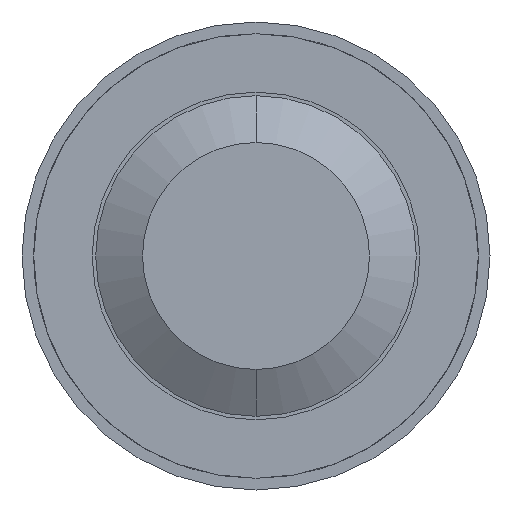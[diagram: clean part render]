
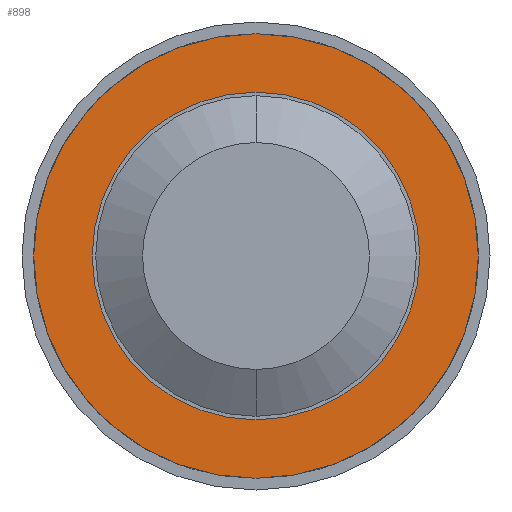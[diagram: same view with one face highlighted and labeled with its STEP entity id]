
A CAD part, front view. The second image highlights one B-rep face of the part: STEP entity #898.
In plain terms, the highlighted planar face has unit normal (0, -1, 0).
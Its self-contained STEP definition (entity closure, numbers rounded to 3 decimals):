
#25 = DIRECTION ( 'NONE',  ( 0., 1., 0. ) ) ;
#29 = FACE_BOUND ( 'NONE', #3242, .T. ) ;
#466 = ORIENTED_EDGE ( 'NONE', *, *, #2354, .F. ) ;
#538 = CIRCLE ( 'NONE', #1872, 0.95 ) ;
#652 = CARTESIAN_POINT ( 'NONE',  ( 0., -2.5, 0.95 ) ) ;
#674 = DIRECTION ( 'NONE',  ( 0., 1., 0. ) ) ;
#766 = DIRECTION ( 'NONE',  ( 0., 0., 1. ) ) ;
#864 = CARTESIAN_POINT ( 'NONE',  ( 0., -2.5, 0. ) ) ;
#898 = ADVANCED_FACE ( 'Defeature ausgef�hrt3_17', ( #1188, #29 ), #2574, .F. ) ;
#900 = VERTEX_POINT ( 'NONE', #3462 ) ;
#908 = AXIS2_PLACEMENT_3D ( 'NONE', #864, #25, #2275 ) ;
#975 = CIRCLE ( 'NONE', #2723, 0.685 ) ;
#985 = CARTESIAN_POINT ( 'NONE',  ( 0., -2.5, 0. ) ) ;
#1099 = ORIENTED_EDGE ( 'NONE', *, *, #1741, .T. ) ;
#1188 = FACE_OUTER_BOUND ( 'NONE', #3031, .T. ) ;
#1269 = CIRCLE ( 'NONE', #2717, 0.685 ) ;
#1543 = VERTEX_POINT ( 'NONE', #652 ) ;
#1572 = CARTESIAN_POINT ( 'NONE',  ( 0., -2.5, -0.685 ) ) ;
#1741 = EDGE_CURVE ( 'Defeature ausgef�hrt3_17+Defeature ausgef�hrt3_11+Defeature ausgef�hrt3_11+Defeature ausgef�hrt3_11', #2162, #900, #1269, .T. ) ;
#1836 = DIRECTION ( 'NONE',  ( 0., 1., 0. ) ) ;
#1872 = AXIS2_PLACEMENT_3D ( 'NONE', #2824, #2165, #766 ) ;
#2162 = VERTEX_POINT ( 'NONE', #1572 ) ;
#2165 = DIRECTION ( 'NONE',  ( 0., 1., 0. ) ) ;
#2263 = DIRECTION ( 'NONE',  ( 0., 1., 0. ) ) ;
#2275 = DIRECTION ( 'NONE',  ( 0., 0., 1. ) ) ;
#2312 = CARTESIAN_POINT ( 'NONE',  ( 0., -2.5, -0.95 ) ) ;
#2337 = CARTESIAN_POINT ( 'NONE',  ( 0.95, -2.5, 0. ) ) ;
#2354 = EDGE_CURVE ( 'Defeature ausgef�hrt3_16+Defeature ausgef�hrt3_17+Defeature ausgef�hrt3_17+Defeature ausgef�hrt3_17', #1543, #2745, #538, .T. ) ;
#2540 = CIRCLE ( 'NONE', #908, 0.95 ) ;
#2574 = PLANE ( 'NONE',  #3625 ) ;
#2618 = EDGE_CURVE ( 'Defeature ausgef�hrt3_17+Defeature ausgef�hrt3_11+Defeature ausgef�hrt3_11+Defeature ausgef�hrt3_11', #900, #2162, #975, .T. ) ;
#2674 = DIRECTION ( 'NONE',  ( 0., 0., 1. ) ) ;
#2717 = AXIS2_PLACEMENT_3D ( 'NONE', #3261, #1836, #2674 ) ;
#2723 = AXIS2_PLACEMENT_3D ( 'NONE', #985, #674, #2978 ) ;
#2745 = VERTEX_POINT ( 'NONE', #2312 ) ;
#2824 = CARTESIAN_POINT ( 'NONE',  ( 0., -2.5, 0. ) ) ;
#2906 = DIRECTION ( 'NONE',  ( 0., 0., 1. ) ) ;
#2978 = DIRECTION ( 'NONE',  ( 0., 0., 1. ) ) ;
#3031 = EDGE_LOOP ( 'NONE', ( #466, #3333 ) ) ;
#3242 = EDGE_LOOP ( 'NONE', ( #3560, #1099 ) ) ;
#3261 = CARTESIAN_POINT ( 'NONE',  ( 0., -2.5, 0. ) ) ;
#3333 = ORIENTED_EDGE ( 'NONE', *, *, #3692, .F. ) ;
#3462 = CARTESIAN_POINT ( 'NONE',  ( 0., -2.5, 0.685 ) ) ;
#3560 = ORIENTED_EDGE ( 'NONE', *, *, #2618, .T. ) ;
#3625 = AXIS2_PLACEMENT_3D ( 'NONE', #2337, #2263, #2906 ) ;
#3692 = EDGE_CURVE ( 'Defeature ausgef�hrt3_16+Defeature ausgef�hrt3_17+Defeature ausgef�hrt3_17+Defeature ausgef�hrt3_17', #2745, #1543, #2540, .T. ) ;
